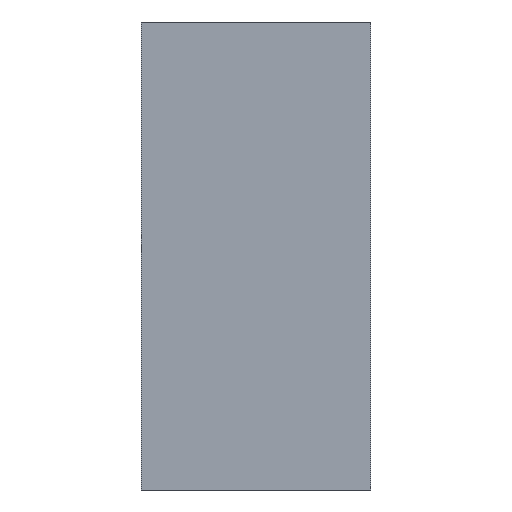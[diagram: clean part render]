
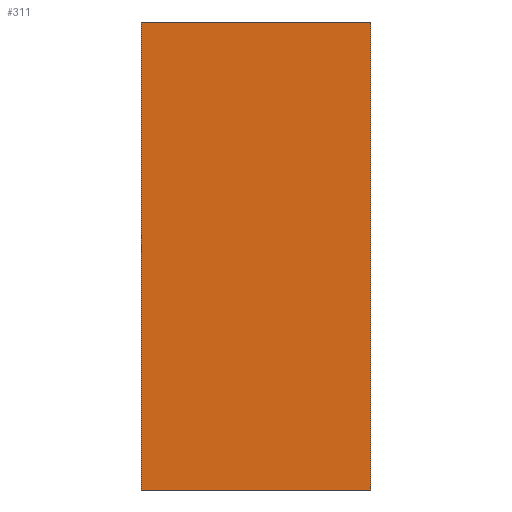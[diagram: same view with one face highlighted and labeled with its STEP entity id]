
A CAD part, left-side view. The second image highlights one B-rep face of the part: STEP entity #311.
In plain terms, the highlighted planar face has unit normal (-1, 0, 0).
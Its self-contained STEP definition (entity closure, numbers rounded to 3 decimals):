
#2 = CARTESIAN_POINT ( 'NONE',  ( -33.6, 7.25, -7.4 ) ) ;
#15 = VERTEX_POINT ( 'NONE', #665 ) ;
#18 = ORIENTED_EDGE ( 'NONE', *, *, #337, .T. ) ;
#48 = LINE ( 'NONE', #350, #319 ) ;
#77 = CARTESIAN_POINT ( 'NONE',  ( -33.6, 7.25, 7.4 ) ) ;
#79 = EDGE_CURVE ( 'NONE', #232, #602, #387, .T. ) ;
#102 = CARTESIAN_POINT ( 'NONE',  ( -33.6, 7.25, 7.4 ) ) ;
#105 = AXIS2_PLACEMENT_3D ( 'NONE', #109, #324, #442 ) ;
#109 = CARTESIAN_POINT ( 'NONE',  ( -33.6, 7.25, 7.4 ) ) ;
#180 = ORIENTED_EDGE ( 'NONE', *, *, #671, .T. ) ;
#189 = VERTEX_POINT ( 'NONE', #204 ) ;
#204 = CARTESIAN_POINT ( 'NONE',  ( -33.6, 0., -7.4 ) ) ;
#222 = LINE ( 'NONE', #102, #652 ) ;
#232 = VERTEX_POINT ( 'NONE', #2 ) ;
#262 = PLANE ( 'NONE',  #105 ) ;
#311 = ADVANCED_FACE ( 'NONE', ( #589 ), #262, .F. ) ;
#319 = VECTOR ( 'NONE', #354, 1000. ) ;
#324 = DIRECTION ( 'NONE',  ( 1., 0., 0. ) ) ;
#337 = EDGE_CURVE ( 'NONE', #232, #189, #674, .T. ) ;
#350 = CARTESIAN_POINT ( 'NONE',  ( -33.6, 0., 7.4 ) ) ;
#354 = DIRECTION ( 'NONE',  ( 0., 0., 1. ) ) ;
#382 = ORIENTED_EDGE ( 'NONE', *, *, #618, .F. ) ;
#387 = LINE ( 'NONE', #77, #572 ) ;
#392 = CARTESIAN_POINT ( 'NONE',  ( -33.6, 7.25, -7.4 ) ) ;
#442 = DIRECTION ( 'NONE',  ( 0., 0., -1. ) ) ;
#452 = DIRECTION ( 'NONE',  ( 0., -1., 0. ) ) ;
#467 = DIRECTION ( 'NONE',  ( 0., 0., 1. ) ) ;
#481 = VECTOR ( 'NONE', #498, 1000. ) ;
#498 = DIRECTION ( 'NONE',  ( 0., -1., 0. ) ) ;
#532 = CARTESIAN_POINT ( 'NONE',  ( -33.6, 7.25, 7.4 ) ) ;
#567 = EDGE_LOOP ( 'NONE', ( #180, #382, #645, #18 ) ) ;
#572 = VECTOR ( 'NONE', #467, 1000. ) ;
#589 = FACE_OUTER_BOUND ( 'NONE', #567, .T. ) ;
#602 = VERTEX_POINT ( 'NONE', #532 ) ;
#618 = EDGE_CURVE ( 'NONE', #602, #15, #222, .T. ) ;
#645 = ORIENTED_EDGE ( 'NONE', *, *, #79, .F. ) ;
#652 = VECTOR ( 'NONE', #452, 1000. ) ;
#665 = CARTESIAN_POINT ( 'NONE',  ( -33.6, 0., 7.4 ) ) ;
#671 = EDGE_CURVE ( 'NONE', #189, #15, #48, .T. ) ;
#674 = LINE ( 'NONE', #392, #481 ) ;
